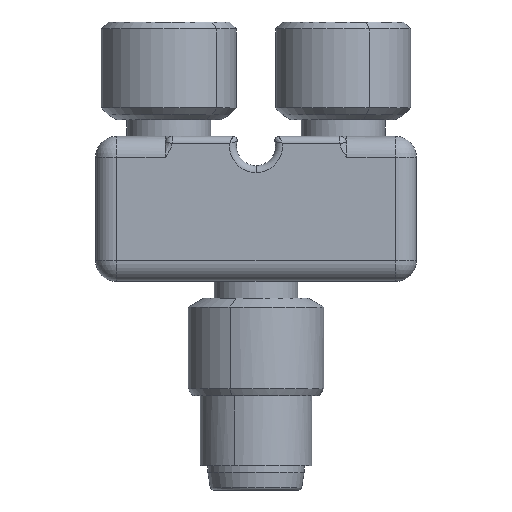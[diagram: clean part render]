
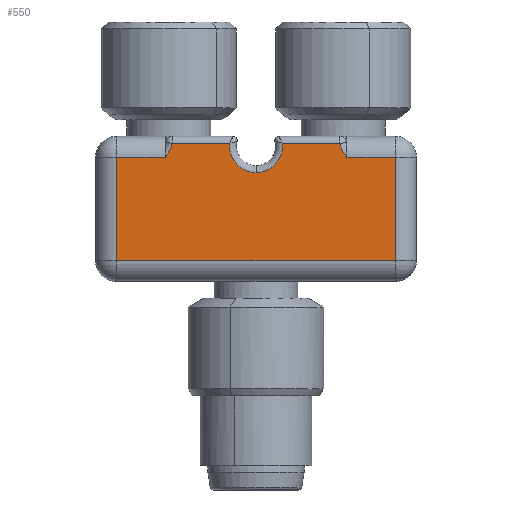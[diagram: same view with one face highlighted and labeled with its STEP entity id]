
A CAD part, front view. The second image highlights one B-rep face of the part: STEP entity #550.
In plain terms, the highlighted planar face has unit normal (0, -1, 0).
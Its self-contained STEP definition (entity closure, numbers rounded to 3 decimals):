
#416=AXIS2_PLACEMENT_3D('Plane Axis2P3D',#413,#414,#415) ;
#413=CARTESIAN_POINT('Axis2P3D Location',(11.5,0.,25.35)) ;
#418=CARTESIAN_POINT('Line Origine',(7.552,0.,24.85)) ;
#422=CARTESIAN_POINT('Vertex',(9.611,0.,24.85)) ;
#424=CARTESIAN_POINT('Vertex',(5.493,0.,24.85)) ;
#428=CARTESIAN_POINT('Control Point',(5.493,0.,24.85)) ;
#429=CARTESIAN_POINT('Control Point',(5.482,0.,24.761)) ;
#430=CARTESIAN_POINT('Control Point',(5.461,0.,24.673)) ;
#431=CARTESIAN_POINT('Control Point',(5.432,0.,24.586)) ;
#432=CARTESIAN_POINT('Control Point',(5.356,0.,24.399)) ;
#433=CARTESIAN_POINT('Control Point',(5.255,0.,24.223)) ;
#434=CARTESIAN_POINT('Control Point',(5.194,0.,24.128)) ;
#435=CARTESIAN_POINT('Control Point',(5.117,0.,24.016)) ;
#436=CARTESIAN_POINT('Control Point',(5.039,0.,23.905)) ;
#437=CARTESIAN_POINT('Control Point',(5.026,0.,23.887)) ;
#438=CARTESIAN_POINT('Control Point',(5.013,0.,23.868)) ;
#439=CARTESIAN_POINT('Control Point',(5.,0.,23.85)) ;
#440=CARTESIAN_POINT('Vertex',(5.,0.,23.85)) ;
#443=CARTESIAN_POINT('Line Origine',(3.25,0.,23.85)) ;
#447=CARTESIAN_POINT('Vertex',(1.5,0.,23.85)) ;
#450=CARTESIAN_POINT('Line Origine',(1.5,0.,20.15)) ;
#454=CARTESIAN_POINT('Vertex',(1.5,0.,16.45)) ;
#457=CARTESIAN_POINT('Line Origine',(11.5,0.,16.45)) ;
#461=CARTESIAN_POINT('Vertex',(21.5,0.,16.45)) ;
#464=CARTESIAN_POINT('Line Origine',(21.5,0.,20.15)) ;
#468=CARTESIAN_POINT('Vertex',(21.5,0.,23.85)) ;
#471=CARTESIAN_POINT('Line Origine',(19.75,0.,23.85)) ;
#475=CARTESIAN_POINT('Vertex',(18.,0.,23.85)) ;
#479=CARTESIAN_POINT('Control Point',(18.,0.,23.85)) ;
#480=CARTESIAN_POINT('Control Point',(17.987,0.,23.868)) ;
#481=CARTESIAN_POINT('Control Point',(17.974,0.,23.887)) ;
#482=CARTESIAN_POINT('Control Point',(17.961,0.,23.905)) ;
#483=CARTESIAN_POINT('Control Point',(17.883,0.,24.016)) ;
#484=CARTESIAN_POINT('Control Point',(17.806,0.,24.128)) ;
#485=CARTESIAN_POINT('Control Point',(17.745,0.,24.223)) ;
#486=CARTESIAN_POINT('Control Point',(17.644,0.,24.399)) ;
#487=CARTESIAN_POINT('Control Point',(17.568,0.,24.586)) ;
#488=CARTESIAN_POINT('Control Point',(17.539,0.,24.673)) ;
#489=CARTESIAN_POINT('Control Point',(17.518,0.,24.761)) ;
#490=CARTESIAN_POINT('Control Point',(17.507,0.,24.85)) ;
#491=CARTESIAN_POINT('Vertex',(17.507,0.,24.85)) ;
#494=CARTESIAN_POINT('Line Origine',(15.448,0.,24.85)) ;
#498=CARTESIAN_POINT('Vertex',(13.389,0.,24.85)) ;
#502=CARTESIAN_POINT('Control Point',(13.389,0.,24.85)) ;
#503=CARTESIAN_POINT('Control Point',(13.411,0.,24.649)) ;
#504=CARTESIAN_POINT('Control Point',(13.405,0.,24.444)) ;
#505=CARTESIAN_POINT('Control Point',(13.372,0.,24.242)) ;
#506=CARTESIAN_POINT('Control Point',(13.253,0.,23.851)) ;
#507=CARTESIAN_POINT('Control Point',(13.036,0.,23.505)) ;
#508=CARTESIAN_POINT('Control Point',(12.905,0.,23.347)) ;
#509=CARTESIAN_POINT('Control Point',(12.604,0.,23.071)) ;
#510=CARTESIAN_POINT('Control Point',(12.241,0.,22.883)) ;
#511=CARTESIAN_POINT('Control Point',(12.048,0.,22.814)) ;
#512=CARTESIAN_POINT('Control Point',(11.819,0.,22.765)) ;
#513=CARTESIAN_POINT('Control Point',(11.588,0.,22.752)) ;
#514=CARTESIAN_POINT('Control Point',(11.558,0.,22.751)) ;
#515=CARTESIAN_POINT('Control Point',(11.529,0.,22.75)) ;
#516=CARTESIAN_POINT('Control Point',(11.5,0.,22.75)) ;
#517=CARTESIAN_POINT('Vertex',(11.5,0.,22.75)) ;
#521=CARTESIAN_POINT('Control Point',(11.5,0.,22.75)) ;
#522=CARTESIAN_POINT('Control Point',(11.327,0.,22.75)) ;
#523=CARTESIAN_POINT('Control Point',(11.153,0.,22.77)) ;
#524=CARTESIAN_POINT('Control Point',(10.983,0.,22.809)) ;
#525=CARTESIAN_POINT('Control Point',(10.627,0.,22.936)) ;
#526=CARTESIAN_POINT('Control Point',(10.311,0.,23.147)) ;
#527=CARTESIAN_POINT('Control Point',(10.157,0.,23.283)) ;
#528=CARTESIAN_POINT('Control Point',(9.89,0.,23.592)) ;
#529=CARTESIAN_POINT('Control Point',(9.712,0.,23.96)) ;
#530=CARTESIAN_POINT('Control Point',(9.649,0.,24.155)) ;
#531=CARTESIAN_POINT('Control Point',(9.601,0.,24.414)) ;
#532=CARTESIAN_POINT('Control Point',(9.599,0.,24.675)) ;
#533=CARTESIAN_POINT('Control Point',(9.6,0.,24.734)) ;
#534=CARTESIAN_POINT('Control Point',(9.604,0.,24.792)) ;
#535=CARTESIAN_POINT('Control Point',(9.611,0.,24.85)) ;
#414=DIRECTION('Axis2P3D Direction',(0.,-1.,0.)) ;
#415=DIRECTION('Axis2P3D XDirection',(0.,0.,1.)) ;
#419=DIRECTION('Vector Direction',(-1.,0.,0.)) ;
#444=DIRECTION('Vector Direction',(-1.,0.,0.)) ;
#451=DIRECTION('Vector Direction',(0.,0.,-1.)) ;
#458=DIRECTION('Vector Direction',(1.,0.,0.)) ;
#465=DIRECTION('Vector Direction',(0.,0.,1.)) ;
#472=DIRECTION('Vector Direction',(1.,0.,0.)) ;
#495=DIRECTION('Vector Direction',(-1.,0.,0.)) ;
#420=VECTOR('Line Direction',#419,1.) ;
#445=VECTOR('Line Direction',#444,1.) ;
#452=VECTOR('Line Direction',#451,1.) ;
#459=VECTOR('Line Direction',#458,1.) ;
#466=VECTOR('Line Direction',#465,1.) ;
#473=VECTOR('Line Direction',#472,1.) ;
#496=VECTOR('Line Direction',#495,1.) ;
#538=ORIENTED_EDGE('',*,*,#426,.T.) ;
#539=ORIENTED_EDGE('',*,*,#442,.T.) ;
#540=ORIENTED_EDGE('',*,*,#449,.T.) ;
#541=ORIENTED_EDGE('',*,*,#456,.T.) ;
#542=ORIENTED_EDGE('',*,*,#463,.T.) ;
#543=ORIENTED_EDGE('',*,*,#470,.T.) ;
#544=ORIENTED_EDGE('',*,*,#477,.F.) ;
#545=ORIENTED_EDGE('',*,*,#493,.T.) ;
#546=ORIENTED_EDGE('',*,*,#500,.T.) ;
#547=ORIENTED_EDGE('',*,*,#519,.T.) ;
#548=ORIENTED_EDGE('',*,*,#536,.T.) ;
#550=ADVANCED_FACE('Hauptk\X2\00F6\X0\rper',(#549),#417,.T.) ;
#427=B_SPLINE_CURVE_WITH_KNOTS('',5,(#428,#429,#430,#431,#432,#433,#434,#435,#436,#437,#438,#439),.UNSPECIFIED.,.F.,.U.,(6,3,3,6),(0.,0.636,1.435,1.595),.UNSPECIFIED.) ;
#478=B_SPLINE_CURVE_WITH_KNOTS('',5,(#479,#480,#481,#482,#483,#484,#485,#486,#487,#488,#489,#490),.UNSPECIFIED.,.F.,.U.,(6,3,3,6),(0.,0.16,0.959,1.595),.UNSPECIFIED.) ;
#501=B_SPLINE_CURVE_WITH_KNOTS('',5,(#502,#503,#504,#505,#506,#507,#508,#509,#510,#511,#512,#513,#514,#515,#516),.UNSPECIFIED.,.F.,.U.,(6,3,3,3,6),(0.,1.432,2.865,4.297,4.504),.UNSPECIFIED.) ;
#520=B_SPLINE_CURVE_WITH_KNOTS('',5,(#521,#522,#523,#524,#525,#526,#527,#528,#529,#530,#531,#532,#533,#534,#535),.UNSPECIFIED.,.F.,.U.,(6,3,3,3,6),(4.504,5.73,7.162,8.595,9.008),.UNSPECIFIED.) ;
#426=EDGE_CURVE('',#423,#425,#421,.T.) ;
#442=EDGE_CURVE('',#425,#441,#427,.T.) ;
#449=EDGE_CURVE('',#441,#448,#446,.T.) ;
#456=EDGE_CURVE('',#448,#455,#453,.T.) ;
#463=EDGE_CURVE('',#455,#462,#460,.T.) ;
#470=EDGE_CURVE('',#462,#469,#467,.T.) ;
#477=EDGE_CURVE('',#476,#469,#474,.T.) ;
#493=EDGE_CURVE('',#476,#492,#478,.T.) ;
#500=EDGE_CURVE('',#492,#499,#497,.T.) ;
#519=EDGE_CURVE('',#499,#518,#501,.T.) ;
#536=EDGE_CURVE('',#518,#423,#520,.T.) ;
#537=EDGE_LOOP('',(#538,#539,#540,#541,#542,#543,#544,#545,#546,#547,#548)) ;
#549=FACE_OUTER_BOUND('',#537,.T.) ;
#421=LINE('Line',#418,#420) ;
#446=LINE('Line',#443,#445) ;
#453=LINE('Line',#450,#452) ;
#460=LINE('Line',#457,#459) ;
#467=LINE('Line',#464,#466) ;
#474=LINE('Line',#471,#473) ;
#497=LINE('Line',#494,#496) ;
#417=PLANE('',#416) ;
#423=VERTEX_POINT('',#422) ;
#425=VERTEX_POINT('',#424) ;
#441=VERTEX_POINT('',#440) ;
#448=VERTEX_POINT('',#447) ;
#455=VERTEX_POINT('',#454) ;
#462=VERTEX_POINT('',#461) ;
#469=VERTEX_POINT('',#468) ;
#476=VERTEX_POINT('',#475) ;
#492=VERTEX_POINT('',#491) ;
#499=VERTEX_POINT('',#498) ;
#518=VERTEX_POINT('',#517) ;
